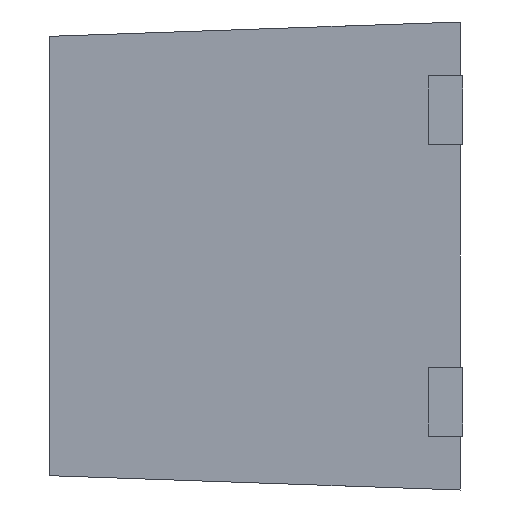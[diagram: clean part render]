
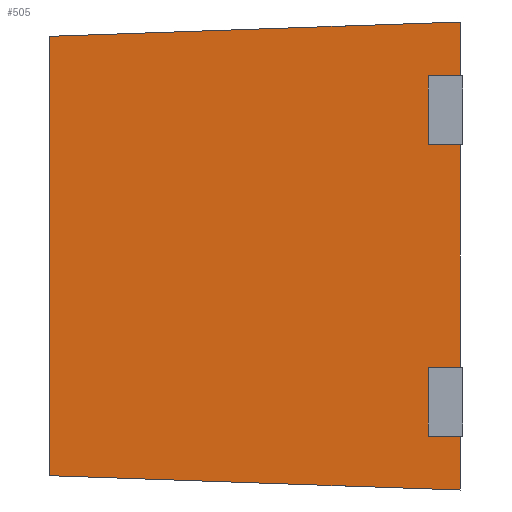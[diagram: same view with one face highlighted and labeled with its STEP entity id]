
A CAD part, left-side view. The second image highlights one B-rep face of the part: STEP entity #505.
In plain terms, the highlighted planar face has unit normal (-0.999, 0.042, 0).
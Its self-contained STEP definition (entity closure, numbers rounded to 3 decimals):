
#231=VERTEX_POINT('',#628);
#243=VERTEX_POINT('',#642);
#247=EDGE_CURVE('',#255,#567,#646,.T.);
#255=VERTEX_POINT('',#654);
#257=EDGE_CURVE('',#243,#325,#656,.T.);
#265=EDGE_CURVE('',#405,#449,#664,.T.);
#273=EDGE_CURVE('',#567,#325,#673,.T.);
#323=VERTEX_POINT('',#727);
#325=VERTEX_POINT('',#729);
#329=VERTEX_POINT('',#734);
#335=EDGE_CURVE('',#449,#381,#740,.T.);
#357=EDGE_CURVE('',#329,#255,#763,.T.);
#381=VERTEX_POINT('',#789);
#383=VERTEX_POINT('',#791);
#395=VERTEX_POINT('',#803);
#405=VERTEX_POINT('',#814);
#411=EDGE_CURVE('',#323,#383,#821,.T.);
#449=VERTEX_POINT('',#864);
#473=EDGE_CURVE('',#243,#323,#889,.T.);
#479=EDGE_CURVE('',#383,#395,#895,.T.);
#505=ADVANCED_FACE('',(#922),#923,.T.);
#561=EDGE_CURVE('',#381,#329,#988,.T.);
#563=EDGE_CURVE('',#395,#231,#990,.T.);
#567=VERTEX_POINT('',#994);
#571=EDGE_CURVE('',#231,#405,#998,.T.);
#628=CARTESIAN_POINT('',(-1.894,0.15,-0.485));
#642=CARTESIAN_POINT('',(-1.825,1.8,-0.957));
#646=LINE('',#1080,#1081);
#654=CARTESIAN_POINT('',(-1.9,0.01,0.785));
#656=LINE('',#1098,#1099);
#664=LINE('',#1110,#1111);
#673=LINE('',#1123,#1124);
#727=CARTESIAN_POINT('',(-1.9,0.01,-1.02));
#729=CARTESIAN_POINT('',(-1.825,1.8,0.957));
#734=CARTESIAN_POINT('',(-1.894,0.15,0.785));
#740=LINE('',#1219,#1220);
#763=LINE('',#1256,#1257);
#789=CARTESIAN_POINT('',(-1.894,0.15,0.485));
#791=CARTESIAN_POINT('',(-1.9,0.01,-0.785));
#803=CARTESIAN_POINT('',(-1.894,0.15,-0.785));
#814=CARTESIAN_POINT('',(-1.9,0.01,-0.485));
#821=LINE('',#1339,#1340);
#864=CARTESIAN_POINT('',(-1.9,0.01,0.485));
#889=LINE('',#1437,#1438);
#895=LINE('',#1447,#1448);
#922=FACE_OUTER_BOUND('',#1489,.T.);
#923=PLANE('',#1490);
#988=LINE('',#1576,#1577);
#990=LINE('',#1580,#1581);
#994=CARTESIAN_POINT('',(-1.9,0.01,1.02));
#998=LINE('',#1592,#1593);
#1080=CARTESIAN_POINT('',(-1.9,0.01,-1.02));
#1081=VECTOR('',#1664,1.0);
#1098=CARTESIAN_POINT('',(-1.825,1.8,-1.02));
#1099=VECTOR('',#1668,1.0);
#1110=CARTESIAN_POINT('',(-1.9,0.01,-1.02));
#1111=VECTOR('',#1670,1.0);
#1123=CARTESIAN_POINT('',(-1.876,0.579,1.));
#1124=VECTOR('',#1682,1.0);
#1219=CARTESIAN_POINT('',(-1.898,0.043,0.485));
#1220=VECTOR('',#1742,1.0);
#1256=CARTESIAN_POINT('',(-1.898,0.043,0.785));
#1257=VECTOR('',#1773,1.0);
#1339=CARTESIAN_POINT('',(-1.9,0.01,-1.02));
#1340=VECTOR('',#1822,1.0);
#1437=CARTESIAN_POINT('',(-1.877,0.543,-1.001));
#1438=VECTOR('',#1887,1.0);
#1447=CARTESIAN_POINT('',(-1.898,0.043,-0.785));
#1448=VECTOR('',#1889,1.0);
#1489=EDGE_LOOP('',(#1906,#1907,#1908,#1909,#1910,#1911,#1912,#1913,#1914,#1915,#1916,#1917));
#1490=AXIS2_PLACEMENT_3D('',#1918,#1919,#1920);
#1576=CARTESIAN_POINT('',(-1.894,0.15,-0.193));
#1577=VECTOR('',#2012,1.0);
#1580=CARTESIAN_POINT('',(-1.894,0.15,-0.828));
#1581=VECTOR('',#2013,1.0);
#1592=CARTESIAN_POINT('',(-1.898,0.043,-0.485));
#1593=VECTOR('',#2015,1.0);
#1664=DIRECTION('',(0.0,0.0,1.0));
#1668=DIRECTION('',(0.0,0.0,1.0));
#1670=DIRECTION('',(0.0,0.0,1.0));
#1682=DIRECTION('',(0.042,0.999,-0.035));
#1742=DIRECTION('',(0.042,0.999,0.));
#1773=DIRECTION('',(-0.042,-0.999,0.));
#1822=DIRECTION('',(0.0,0.0,1.0));
#1887=DIRECTION('',(-0.042,-0.999,-0.035));
#1889=DIRECTION('',(0.042,0.999,0.));
#1906=ORIENTED_EDGE('',*,*,#335,.T.);
#1907=ORIENTED_EDGE('',*,*,#561,.T.);
#1908=ORIENTED_EDGE('',*,*,#357,.T.);
#1909=ORIENTED_EDGE('',*,*,#247,.T.);
#1910=ORIENTED_EDGE('',*,*,#273,.T.);
#1911=ORIENTED_EDGE('',*,*,#257,.F.);
#1912=ORIENTED_EDGE('',*,*,#473,.T.);
#1913=ORIENTED_EDGE('',*,*,#411,.T.);
#1914=ORIENTED_EDGE('',*,*,#479,.T.);
#1915=ORIENTED_EDGE('',*,*,#563,.T.);
#1916=ORIENTED_EDGE('',*,*,#571,.T.);
#1917=ORIENTED_EDGE('',*,*,#265,.T.);
#1918=CARTESIAN_POINT('',(-1.9,0.01,-1.02));
#1919=DIRECTION('',(-0.999,0.042,0.0));
#1920=DIRECTION('',(0.0,0.0,1.0));
#2012=DIRECTION('',(0.0,0.0,1.0));
#2013=DIRECTION('',(0.0,0.0,1.0));
#2015=DIRECTION('',(-0.042,-0.999,0.));
